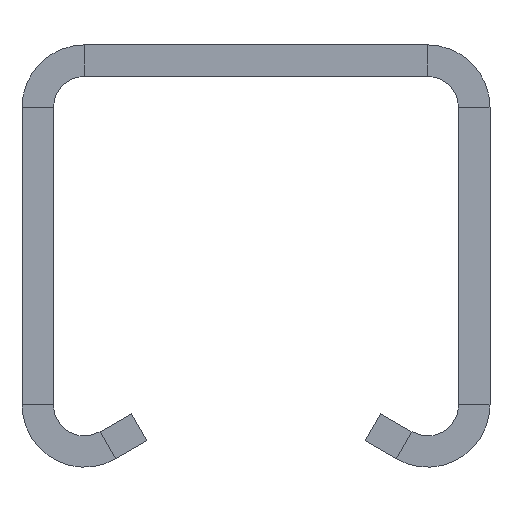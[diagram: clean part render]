
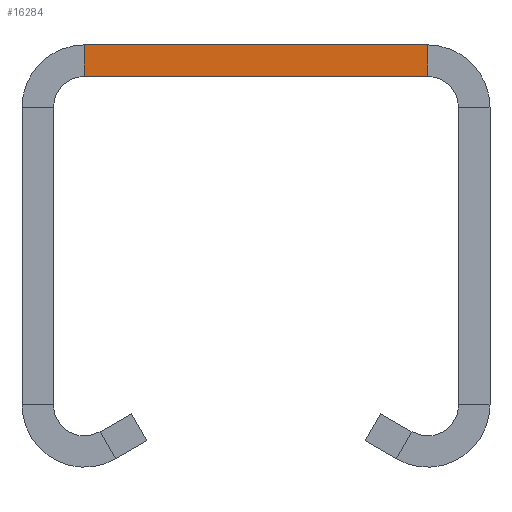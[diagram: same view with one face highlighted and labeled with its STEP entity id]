
A CAD part, front view. The second image highlights one B-rep face of the part: STEP entity #16284.
In plain terms, the highlighted planar face has unit normal (0, -1, 0).
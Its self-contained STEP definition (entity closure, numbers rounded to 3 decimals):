
#2633=DIRECTION('',(0.,0.,-1.));
#2634=VECTOR('',#2633,2.);
#2635=CARTESIAN_POINT('',(11.,-1000.,0.));
#2636=LINE('',#2635,#2634);
#2637=DIRECTION('',(1.,0.,0.));
#2638=VECTOR('',#2637,22.);
#2639=CARTESIAN_POINT('',(-11.,-1000.,-2.));
#2640=LINE('',#2639,#2638);
#2641=DIRECTION('',(1.,0.,0.));
#2642=VECTOR('',#2641,22.);
#2643=CARTESIAN_POINT('',(-11.,-1000.,0.));
#2644=LINE('',#2643,#2642);
#5233=DIRECTION('',(0.,0.,-1.));
#5234=VECTOR('',#5233,2.);
#5235=CARTESIAN_POINT('',(-11.,-1000.,0.));
#5236=LINE('',#5235,#5234);
#11266=CARTESIAN_POINT('',(11.,-1000.,0.));
#11268=VERTEX_POINT('',#11266);
#11278=CARTESIAN_POINT('',(-11.,-1000.,0.));
#11280=VERTEX_POINT('',#11278);
#11298=CARTESIAN_POINT('',(11.,-1000.,-2.));
#11300=VERTEX_POINT('',#11298);
#11310=CARTESIAN_POINT('',(-11.,-1000.,-2.));
#11312=VERTEX_POINT('',#11310);
#16270=CARTESIAN_POINT('',(0.,-1000.,-1.));
#16271=DIRECTION('',(0.,-1.,0.));
#16272=DIRECTION('',(1.,0.,0.));
#16273=AXIS2_PLACEMENT_3D('',#16270,#16271,#16272);
#16274=PLANE('',#16273);
#16276=ORIENTED_EDGE('',*,*,#16275,.T.);
#16278=ORIENTED_EDGE('',*,*,#16277,.F.);
#16280=ORIENTED_EDGE('',*,*,#16279,.F.);
#16281=ORIENTED_EDGE('',*,*,#15561,.T.);
#16282=EDGE_LOOP('',(#16276,#16278,#16280,#16281));
#16283=FACE_OUTER_BOUND('',#16282,.F.);
#16284=ADVANCED_FACE('',(#16283),#16274,.T.);
#15561=EDGE_CURVE('',#11280,#11268,#2644,.T.);
#16275=EDGE_CURVE('',#11268,#11300,#2636,.T.);
#16277=EDGE_CURVE('',#11312,#11300,#2640,.T.);
#16279=EDGE_CURVE('',#11280,#11312,#5236,.T.);
